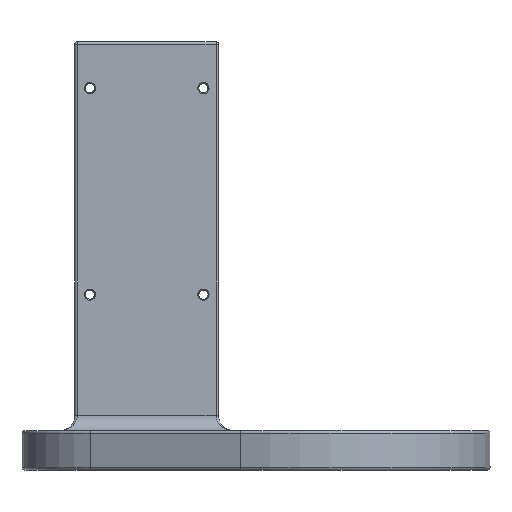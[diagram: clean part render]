
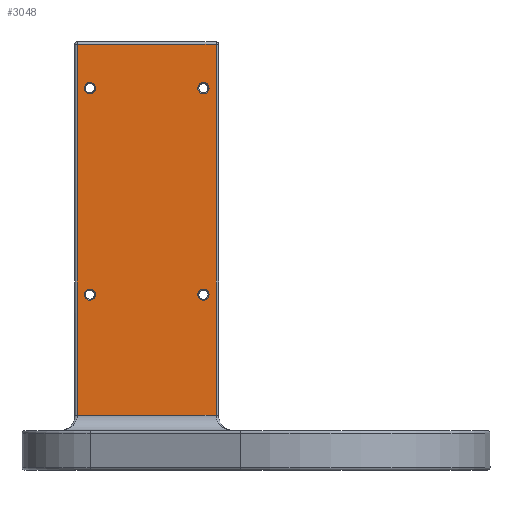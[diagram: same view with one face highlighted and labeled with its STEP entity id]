
A CAD part, front view. The second image highlights one B-rep face of the part: STEP entity #3048.
In plain terms, the highlighted planar face has unit normal (0, -1, 0).
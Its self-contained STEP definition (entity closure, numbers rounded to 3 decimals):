
#963 = CONICAL_SURFACE('',#964,0.889,0.785);
#964 = AXIS2_PLACEMENT_3D('',#965,#966,#967);
#965 = CARTESIAN_POINT('',(-20.725,-10.94,34.));
#966 = DIRECTION('',(0.,-1.,-0.));
#967 = DIRECTION('',(-1.,-0.,0.));
#1271 = CYLINDRICAL_SURFACE('',#1272,3.);
#1272 = AXIS2_PLACEMENT_3D('',#1273,#1274,#1275);
#1273 = CARTESIAN_POINT('',(-45.669,-14.14,10.62));
#1274 = DIRECTION('',(1.,0.,0.));
#1275 = DIRECTION('',(0.,0.,-1.));
#1478 = CYLINDRICAL_SURFACE('',#1479,0.5);
#1479 = AXIS2_PLACEMENT_3D('',#1480,#1481,#1482);
#1480 = CARTESIAN_POINT('',(-45.169,-10.64,10.62));
#1481 = DIRECTION('',(0.,0.,1.));
#1482 = DIRECTION('',(-1.,0.,0.));
#1557 = CYLINDRICAL_SURFACE('',#1558,0.5);
#1558 = AXIS2_PLACEMENT_3D('',#1559,#1560,#1561);
#1559 = CARTESIAN_POINT('',(-18.28,-10.64,10.62));
#1560 = DIRECTION('',(0.,0.,1.));
#1561 = DIRECTION('',(1.,0.,0.));
#1664 = CYLINDRICAL_SURFACE('',#1665,0.5);
#1665 = AXIS2_PLACEMENT_3D('',#1666,#1667,#1668);
#1666 = CARTESIAN_POINT('',(-45.669,-10.64,82.47));
#1667 = DIRECTION('',(1.,0.,0.));
#1668 = DIRECTION('',(0.,-1.,0.));
#1740 = CONICAL_SURFACE('',#1741,0.889,0.785);
#1741 = AXIS2_PLACEMENT_3D('',#1742,#1743,#1744);
#1742 = CARTESIAN_POINT('',(-20.725,-10.94,74.));
#1743 = DIRECTION('',(0.,-1.,-0.));
#1744 = DIRECTION('',(-1.,-0.,0.));
#1795 = CONICAL_SURFACE('',#1796,0.889,0.785);
#1796 = AXIS2_PLACEMENT_3D('',#1797,#1798,#1799);
#1797 = CARTESIAN_POINT('',(-42.725,-10.94,34.));
#1798 = DIRECTION('',(0.,-1.,-0.));
#1799 = DIRECTION('',(-1.,-0.,0.));
#1850 = CONICAL_SURFACE('',#1851,0.889,0.785);
#1851 = AXIS2_PLACEMENT_3D('',#1852,#1853,#1854);
#1852 = CARTESIAN_POINT('',(-42.725,-10.94,74.));
#1853 = DIRECTION('',(0.,-1.,-0.));
#1854 = DIRECTION('',(-1.,-0.,0.));
#1866 = VERTEX_POINT('',#1867);
#1867 = CARTESIAN_POINT('',(-21.814,-11.14,34.));
#1886 = EDGE_CURVE('',#1866,#1866,#1887,.T.);
#1887 = SURFACE_CURVE('',#1888,(#1893,#1900),.PCURVE_S1.);
#1888 = CIRCLE('',#1889,1.089);
#1889 = AXIS2_PLACEMENT_3D('',#1890,#1891,#1892);
#1890 = CARTESIAN_POINT('',(-20.725,-11.14,34.));
#1891 = DIRECTION('',(-0.,1.,0.));
#1892 = DIRECTION('',(-1.,-0.,0.));
#1893 = PCURVE('',#963,#1894);
#1894 = DEFINITIONAL_REPRESENTATION('',(#1895),#1899);
#1895 = LINE('',#1896,#1897);
#1896 = CARTESIAN_POINT('',(0.,0.2));
#1897 = VECTOR('',#1898,1.);
#1898 = DIRECTION('',(-1.,-0.));
#1899 = ( GEOMETRIC_REPRESENTATION_CONTEXT(2) 
PARAMETRIC_REPRESENTATION_CONTEXT() REPRESENTATION_CONTEXT('2D SPACE',''
  ) );
#1900 = PCURVE('',#1901,#1906);
#1901 = PLANE('',#1902);
#1902 = AXIS2_PLACEMENT_3D('',#1903,#1904,#1905);
#1903 = CARTESIAN_POINT('',(-45.669,-11.14,7.62));
#1904 = DIRECTION('',(0.,1.,0.));
#1905 = DIRECTION('',(1.,0.,0.));
#1906 = DEFINITIONAL_REPRESENTATION('',(#1907),#1911);
#1907 = CIRCLE('',#1908,1.089);
#1908 = AXIS2_PLACEMENT_2D('',#1909,#1910);
#1909 = CARTESIAN_POINT('',(24.945,-26.38));
#1910 = DIRECTION('',(-1.,0.));
#1911 = ( GEOMETRIC_REPRESENTATION_CONTEXT(2) 
PARAMETRIC_REPRESENTATION_CONTEXT() REPRESENTATION_CONTEXT('2D SPACE',''
  ) );
#2359 = EDGE_CURVE('',#2360,#2362,#2364,.T.);
#2360 = VERTEX_POINT('',#2361);
#2361 = CARTESIAN_POINT('',(-45.169,-11.14,10.62));
#2362 = VERTEX_POINT('',#2363);
#2363 = CARTESIAN_POINT('',(-18.28,-11.14,10.62));
#2364 = SURFACE_CURVE('',#2365,(#2369,#2376),.PCURVE_S1.);
#2365 = LINE('',#2366,#2367);
#2366 = CARTESIAN_POINT('',(-45.669,-11.14,10.62));
#2367 = VECTOR('',#2368,1.);
#2368 = DIRECTION('',(1.,0.,0.));
#2369 = PCURVE('',#1271,#2370);
#2370 = DEFINITIONAL_REPRESENTATION('',(#2371),#2375);
#2371 = LINE('',#2372,#2373);
#2372 = CARTESIAN_POINT('',(1.571,0.));
#2373 = VECTOR('',#2374,1.);
#2374 = DIRECTION('',(0.,1.));
#2375 = ( GEOMETRIC_REPRESENTATION_CONTEXT(2) 
PARAMETRIC_REPRESENTATION_CONTEXT() REPRESENTATION_CONTEXT('2D SPACE',''
  ) );
#2376 = PCURVE('',#1901,#2377);
#2377 = DEFINITIONAL_REPRESENTATION('',(#2378),#2382);
#2378 = LINE('',#2379,#2380);
#2379 = CARTESIAN_POINT('',(0.,-3.));
#2380 = VECTOR('',#2381,1.);
#2381 = DIRECTION('',(1.,0.));
#2382 = ( GEOMETRIC_REPRESENTATION_CONTEXT(2) 
PARAMETRIC_REPRESENTATION_CONTEXT() REPRESENTATION_CONTEXT('2D SPACE',''
  ) );
#2656 = EDGE_CURVE('',#2360,#2657,#2659,.T.);
#2657 = VERTEX_POINT('',#2658);
#2658 = CARTESIAN_POINT('',(-45.169,-11.14,82.47));
#2659 = SURFACE_CURVE('',#2660,(#2664,#2671),.PCURVE_S1.);
#2660 = LINE('',#2661,#2662);
#2661 = CARTESIAN_POINT('',(-45.169,-11.14,10.62));
#2662 = VECTOR('',#2663,1.);
#2663 = DIRECTION('',(0.,0.,1.));
#2664 = PCURVE('',#1478,#2665);
#2665 = DEFINITIONAL_REPRESENTATION('',(#2666),#2670);
#2666 = LINE('',#2667,#2668);
#2667 = CARTESIAN_POINT('',(1.571,0.));
#2668 = VECTOR('',#2669,1.);
#2669 = DIRECTION('',(0.,1.));
#2670 = ( GEOMETRIC_REPRESENTATION_CONTEXT(2) 
PARAMETRIC_REPRESENTATION_CONTEXT() REPRESENTATION_CONTEXT('2D SPACE',''
  ) );
#2671 = PCURVE('',#1901,#2672);
#2672 = DEFINITIONAL_REPRESENTATION('',(#2673),#2677);
#2673 = LINE('',#2674,#2675);
#2674 = CARTESIAN_POINT('',(0.5,-3.));
#2675 = VECTOR('',#2676,1.);
#2676 = DIRECTION('',(0.,-1.));
#2677 = ( GEOMETRIC_REPRESENTATION_CONTEXT(2) 
PARAMETRIC_REPRESENTATION_CONTEXT() REPRESENTATION_CONTEXT('2D SPACE',''
  ) );
#2761 = EDGE_CURVE('',#2362,#2762,#2764,.T.);
#2762 = VERTEX_POINT('',#2763);
#2763 = CARTESIAN_POINT('',(-18.28,-11.14,82.47));
#2764 = SURFACE_CURVE('',#2765,(#2769,#2776),.PCURVE_S1.);
#2765 = LINE('',#2766,#2767);
#2766 = CARTESIAN_POINT('',(-18.28,-11.14,10.62));
#2767 = VECTOR('',#2768,1.);
#2768 = DIRECTION('',(0.,0.,1.));
#2769 = PCURVE('',#1557,#2770);
#2770 = DEFINITIONAL_REPRESENTATION('',(#2771),#2775);
#2771 = LINE('',#2772,#2773);
#2772 = CARTESIAN_POINT('',(-1.571,0.));
#2773 = VECTOR('',#2774,1.);
#2774 = DIRECTION('',(-0.,1.));
#2775 = ( GEOMETRIC_REPRESENTATION_CONTEXT(2) 
PARAMETRIC_REPRESENTATION_CONTEXT() REPRESENTATION_CONTEXT('2D SPACE',''
  ) );
#2776 = PCURVE('',#1901,#2777);
#2777 = DEFINITIONAL_REPRESENTATION('',(#2778),#2782);
#2778 = LINE('',#2779,#2780);
#2779 = CARTESIAN_POINT('',(27.389,-3.));
#2780 = VECTOR('',#2781,1.);
#2781 = DIRECTION('',(0.,-1.));
#2782 = ( GEOMETRIC_REPRESENTATION_CONTEXT(2) 
PARAMETRIC_REPRESENTATION_CONTEXT() REPRESENTATION_CONTEXT('2D SPACE',''
  ) );
#2839 = EDGE_CURVE('',#2657,#2762,#2840,.T.);
#2840 = SURFACE_CURVE('',#2841,(#2845,#2852),.PCURVE_S1.);
#2841 = LINE('',#2842,#2843);
#2842 = CARTESIAN_POINT('',(-45.669,-11.14,82.47));
#2843 = VECTOR('',#2844,1.);
#2844 = DIRECTION('',(1.,0.,0.));
#2845 = PCURVE('',#1664,#2846);
#2846 = DEFINITIONAL_REPRESENTATION('',(#2847),#2851);
#2847 = LINE('',#2848,#2849);
#2848 = CARTESIAN_POINT('',(-0.,0.));
#2849 = VECTOR('',#2850,1.);
#2850 = DIRECTION('',(-0.,1.));
#2851 = ( GEOMETRIC_REPRESENTATION_CONTEXT(2) 
PARAMETRIC_REPRESENTATION_CONTEXT() REPRESENTATION_CONTEXT('2D SPACE',''
  ) );
#2852 = PCURVE('',#1901,#2853);
#2853 = DEFINITIONAL_REPRESENTATION('',(#2854),#2858);
#2854 = LINE('',#2855,#2856);
#2855 = CARTESIAN_POINT('',(0.,-74.85));
#2856 = VECTOR('',#2857,1.);
#2857 = DIRECTION('',(1.,0.));
#2858 = ( GEOMETRIC_REPRESENTATION_CONTEXT(2) 
PARAMETRIC_REPRESENTATION_CONTEXT() REPRESENTATION_CONTEXT('2D SPACE',''
  ) );
#2909 = VERTEX_POINT('',#2910);
#2910 = CARTESIAN_POINT('',(-21.814,-11.14,74.));
#2929 = EDGE_CURVE('',#2909,#2909,#2930,.T.);
#2930 = SURFACE_CURVE('',#2931,(#2936,#2943),.PCURVE_S1.);
#2931 = CIRCLE('',#2932,1.089);
#2932 = AXIS2_PLACEMENT_3D('',#2933,#2934,#2935);
#2933 = CARTESIAN_POINT('',(-20.725,-11.14,74.));
#2934 = DIRECTION('',(-0.,1.,0.));
#2935 = DIRECTION('',(-1.,-0.,0.));
#2936 = PCURVE('',#1740,#2937);
#2937 = DEFINITIONAL_REPRESENTATION('',(#2938),#2942);
#2938 = LINE('',#2939,#2940);
#2939 = CARTESIAN_POINT('',(0.,0.2));
#2940 = VECTOR('',#2941,1.);
#2941 = DIRECTION('',(-1.,-0.));
#2942 = ( GEOMETRIC_REPRESENTATION_CONTEXT(2) 
PARAMETRIC_REPRESENTATION_CONTEXT() REPRESENTATION_CONTEXT('2D SPACE',''
  ) );
#2943 = PCURVE('',#1901,#2944);
#2944 = DEFINITIONAL_REPRESENTATION('',(#2945),#2949);
#2945 = CIRCLE('',#2946,1.089);
#2946 = AXIS2_PLACEMENT_2D('',#2947,#2948);
#2947 = CARTESIAN_POINT('',(24.945,-66.38));
#2948 = DIRECTION('',(-1.,0.));
#2949 = ( GEOMETRIC_REPRESENTATION_CONTEXT(2) 
PARAMETRIC_REPRESENTATION_CONTEXT() REPRESENTATION_CONTEXT('2D SPACE',''
  ) );
#2957 = VERTEX_POINT('',#2958);
#2958 = CARTESIAN_POINT('',(-43.814,-11.14,34.));
#2977 = EDGE_CURVE('',#2957,#2957,#2978,.T.);
#2978 = SURFACE_CURVE('',#2979,(#2984,#2991),.PCURVE_S1.);
#2979 = CIRCLE('',#2980,1.089);
#2980 = AXIS2_PLACEMENT_3D('',#2981,#2982,#2983);
#2981 = CARTESIAN_POINT('',(-42.725,-11.14,34.));
#2982 = DIRECTION('',(-0.,1.,0.));
#2983 = DIRECTION('',(-1.,-0.,0.));
#2984 = PCURVE('',#1795,#2985);
#2985 = DEFINITIONAL_REPRESENTATION('',(#2986),#2990);
#2986 = LINE('',#2987,#2988);
#2987 = CARTESIAN_POINT('',(0.,0.2));
#2988 = VECTOR('',#2989,1.);
#2989 = DIRECTION('',(-1.,-0.));
#2990 = ( GEOMETRIC_REPRESENTATION_CONTEXT(2) 
PARAMETRIC_REPRESENTATION_CONTEXT() REPRESENTATION_CONTEXT('2D SPACE',''
  ) );
#2991 = PCURVE('',#1901,#2992);
#2992 = DEFINITIONAL_REPRESENTATION('',(#2993),#2997);
#2993 = CIRCLE('',#2994,1.089);
#2994 = AXIS2_PLACEMENT_2D('',#2995,#2996);
#2995 = CARTESIAN_POINT('',(2.945,-26.38));
#2996 = DIRECTION('',(-1.,0.));
#2997 = ( GEOMETRIC_REPRESENTATION_CONTEXT(2) 
PARAMETRIC_REPRESENTATION_CONTEXT() REPRESENTATION_CONTEXT('2D SPACE',''
  ) );
#3005 = VERTEX_POINT('',#3006);
#3006 = CARTESIAN_POINT('',(-43.814,-11.14,74.));
#3025 = EDGE_CURVE('',#3005,#3005,#3026,.T.);
#3026 = SURFACE_CURVE('',#3027,(#3032,#3039),.PCURVE_S1.);
#3027 = CIRCLE('',#3028,1.089);
#3028 = AXIS2_PLACEMENT_3D('',#3029,#3030,#3031);
#3029 = CARTESIAN_POINT('',(-42.725,-11.14,74.));
#3030 = DIRECTION('',(-0.,1.,0.));
#3031 = DIRECTION('',(-1.,-0.,0.));
#3032 = PCURVE('',#1850,#3033);
#3033 = DEFINITIONAL_REPRESENTATION('',(#3034),#3038);
#3034 = LINE('',#3035,#3036);
#3035 = CARTESIAN_POINT('',(0.,0.2));
#3036 = VECTOR('',#3037,1.);
#3037 = DIRECTION('',(-1.,-0.));
#3038 = ( GEOMETRIC_REPRESENTATION_CONTEXT(2) 
PARAMETRIC_REPRESENTATION_CONTEXT() REPRESENTATION_CONTEXT('2D SPACE',''
  ) );
#3039 = PCURVE('',#1901,#3040);
#3040 = DEFINITIONAL_REPRESENTATION('',(#3041),#3045);
#3041 = CIRCLE('',#3042,1.089);
#3042 = AXIS2_PLACEMENT_2D('',#3043,#3044);
#3043 = CARTESIAN_POINT('',(2.945,-66.38));
#3044 = DIRECTION('',(-1.,0.));
#3045 = ( GEOMETRIC_REPRESENTATION_CONTEXT(2) 
PARAMETRIC_REPRESENTATION_CONTEXT() REPRESENTATION_CONTEXT('2D SPACE',''
  ) );
#3048 = ADVANCED_FACE('',(#3049,#3052,#3058,#3061,#3064),#1901,.F.);
#3049 = FACE_BOUND('',#3050,.F.);
#3050 = EDGE_LOOP('',(#3051));
#3051 = ORIENTED_EDGE('',*,*,#3025,.F.);
#3052 = FACE_BOUND('',#3053,.F.);
#3053 = EDGE_LOOP('',(#3054,#3055,#3056,#3057));
#3054 = ORIENTED_EDGE('',*,*,#2359,.F.);
#3055 = ORIENTED_EDGE('',*,*,#2656,.T.);
#3056 = ORIENTED_EDGE('',*,*,#2839,.T.);
#3057 = ORIENTED_EDGE('',*,*,#2761,.F.);
#3058 = FACE_BOUND('',#3059,.F.);
#3059 = EDGE_LOOP('',(#3060));
#3060 = ORIENTED_EDGE('',*,*,#2929,.F.);
#3061 = FACE_BOUND('',#3062,.F.);
#3062 = EDGE_LOOP('',(#3063));
#3063 = ORIENTED_EDGE('',*,*,#1886,.F.);
#3064 = FACE_BOUND('',#3065,.F.);
#3065 = EDGE_LOOP('',(#3066));
#3066 = ORIENTED_EDGE('',*,*,#2977,.F.);
